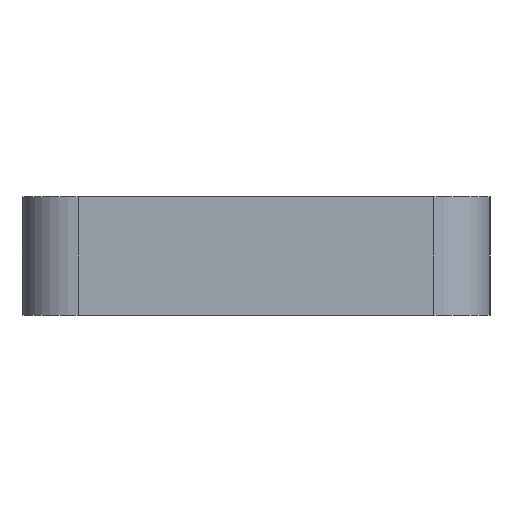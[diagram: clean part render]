
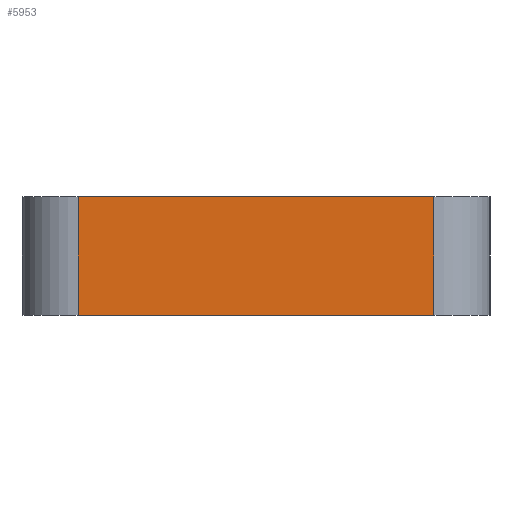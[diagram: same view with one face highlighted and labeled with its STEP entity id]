
A CAD part, left-side view. The second image highlights one B-rep face of the part: STEP entity #5953.
In plain terms, the highlighted planar face has unit normal (-1, 0, 0).
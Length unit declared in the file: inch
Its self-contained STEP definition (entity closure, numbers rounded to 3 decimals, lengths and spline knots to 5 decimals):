
#9=DIRECTION('',(0.,-1.,0.));
#10=VECTOR('',#9,0.74803);
#11=CARTESIAN_POINT('',(-3.46457,-0.11811,-0.25));
#12=LINE('',#11,#10);
#131=DIRECTION('',(0.,0.,-1.));
#132=VECTOR('',#131,0.25);
#133=CARTESIAN_POINT('',(-3.46457,-0.86614,0.));
#134=LINE('',#133,#132);
#158=DIRECTION('',(0.,0.,-1.));
#159=VECTOR('',#158,0.25);
#160=CARTESIAN_POINT('',(-3.46457,-0.11811,0.));
#161=LINE('',#160,#159);
#189=DIRECTION('',(0.,-1.,0.));
#190=VECTOR('',#189,0.74803);
#191=CARTESIAN_POINT('',(-3.46457,-0.11811,0.));
#192=LINE('',#191,#190);
#4389=CARTESIAN_POINT('',(-3.46457,-0.86614,0.));
#4390=CARTESIAN_POINT('',(-3.46457,-0.86614,-0.25));
#4391=VERTEX_POINT('',#4389);
#4392=VERTEX_POINT('',#4390);
#4401=CARTESIAN_POINT('',(-3.46457,-0.11811,0.));
#4402=VERTEX_POINT('',#4401);
#4403=CARTESIAN_POINT('',(-3.46457,-0.11811,-0.25));
#4404=VERTEX_POINT('',#4403);
#5940=CARTESIAN_POINT('',(-3.46457,0.,-0.25));
#5941=DIRECTION('',(-1.,0.,0.));
#5942=DIRECTION('',(0.,-1.,0.));
#5943=AXIS2_PLACEMENT_3D('',#5940,#5941,#5942);
#5944=PLANE('',#5943);
#5945=ORIENTED_EDGE('',*,*,#5931,.T.);
#5946=ORIENTED_EDGE('',*,*,#5832,.F.);
#5948=ORIENTED_EDGE('',*,*,#5947,.F.);
#5950=ORIENTED_EDGE('',*,*,#5949,.T.);
#5951=EDGE_LOOP('',(#5945,#5946,#5948,#5950));
#5952=FACE_OUTER_BOUND('',#5951,.F.);
#5953=ADVANCED_FACE('',(#5952),#5944,.T.);
#5832=EDGE_CURVE('',#4404,#4392,#12,.T.);
#5931=EDGE_CURVE('',#4391,#4392,#134,.T.);
#5947=EDGE_CURVE('',#4402,#4404,#161,.T.);
#5949=EDGE_CURVE('',#4402,#4391,#192,.T.);
